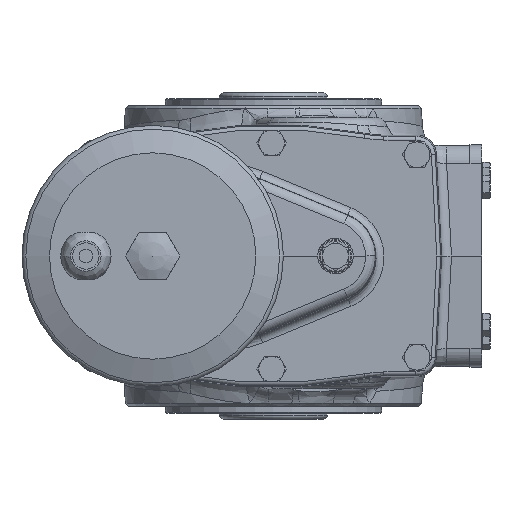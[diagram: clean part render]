
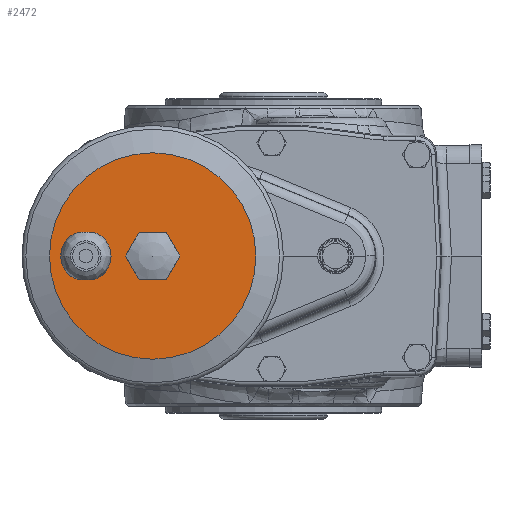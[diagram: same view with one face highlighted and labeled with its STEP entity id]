
A CAD part, left-side view. The second image highlights one B-rep face of the part: STEP entity #2472.
In plain terms, the highlighted planar face has unit normal (-1, 0, 0).
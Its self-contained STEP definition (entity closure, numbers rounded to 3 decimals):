
#2472 = ADVANCED_FACE( '', ( #5379, #5380, #5381 ), #5382, .T. );
#5379 = FACE_BOUND( '', #22395, .T. );
#5380 = FACE_OUTER_BOUND( '', #22396, .T. );
#5381 = FACE_BOUND( '', #22397, .T. );
#5382 = PLANE( '', #22398 );
#22395 = EDGE_LOOP( '', ( #30670, #30671, #30672, #30673 ) );
#22396 = EDGE_LOOP( '', ( #30674 ) );
#22397 = EDGE_LOOP( '', ( #30675, #30676, #30677, #30678, #30679, #30680 ) );
#22398 = AXIS2_PLACEMENT_3D( '', #30681, #30682, #30683 );
#30670 = ORIENTED_EDGE( '', *, *, #33864, .F. );
#30671 = ORIENTED_EDGE( '', *, *, #34409, .F. );
#30672 = ORIENTED_EDGE( '', *, *, #34300, .F. );
#30673 = ORIENTED_EDGE( '', *, *, #32886, .T. );
#30674 = ORIENTED_EDGE( '', *, *, #34410, .T. );
#30675 = ORIENTED_EDGE( '', *, *, #32410, .T. );
#30676 = ORIENTED_EDGE( '', *, *, #34411, .T. );
#30677 = ORIENTED_EDGE( '', *, *, #34332, .T. );
#30678 = ORIENTED_EDGE( '', *, *, #34189, .T. );
#30679 = ORIENTED_EDGE( '', *, *, #33431, .T. );
#30680 = ORIENTED_EDGE( '', *, *, #33058, .T. );
#30681 = CARTESIAN_POINT( '', ( -574.4, 113.9, 0. ) );
#30682 = DIRECTION( '', ( -1., 0., 0. ) );
#30683 = DIRECTION( '', ( 0., 1., 0. ) );
#32410 = EDGE_CURVE( '', #35553, #35557, #35559, .T. );
#32886 = EDGE_CURVE( '', #36320, #36318, #36321, .T. );
#33058 = EDGE_CURVE( '', #36569, #35553, #36572, .T. );
#33431 = EDGE_CURVE( '', #37124, #36569, #37127, .T. );
#33864 = EDGE_CURVE( '', #37706, #36318, #37707, .T. );
#34189 = EDGE_CURVE( '', #38103, #37124, #38106, .T. );
#34300 = EDGE_CURVE( '', #36320, #38231, #38232, .T. );
#34332 = EDGE_CURVE( '', #38265, #38103, #38267, .T. );
#34409 = EDGE_CURVE( '', #38231, #37706, #38351, .T. );
#34410 = EDGE_CURVE( '', #38352, #38352, #38353, .T. );
#34411 = EDGE_CURVE( '', #35557, #38265, #38354, .T. );
#35553 = VERTEX_POINT( '', #40598 );
#35557 = VERTEX_POINT( '', #40603 );
#35559 = LINE( '', #40606, #40607 );
#36318 = VERTEX_POINT( '', #42770 );
#36320 = VERTEX_POINT( '', #42773 );
#36321 = LINE( '', #42774, #42775 );
#36569 = VERTEX_POINT( '', #43419 );
#36572 = LINE( '', #43423, #43424 );
#37124 = VERTEX_POINT( '', #45348 );
#37127 = LINE( '', #45352, #45353 );
#37706 = VERTEX_POINT( '', #47245 );
#37707 = CIRCLE( '', #47246, 12.8 );
#38103 = VERTEX_POINT( '', #48592 );
#38106 = LINE( '', #48596, #48597 );
#38231 = VERTEX_POINT( '', #48857 );
#38232 = CIRCLE( '', #48858, 12.8 );
#38265 = VERTEX_POINT( '', #48960 );
#38267 = LINE( '', #48963, #48964 );
#38351 = LINE( '', #49133, #49134 );
#38352 = VERTEX_POINT( '', #49135 );
#38353 = CIRCLE( '', #49136, 52.5 );
#38354 = LINE( '', #49137, #49138 );
#40598 = CARTESIAN_POINT( '', ( -574.4, 54.472, 12. ) );
#40603 = CARTESIAN_POINT( '', ( -574.4, 47.544, 0. ) );
#40606 = CARTESIAN_POINT( '', ( -574.4, 54.472, 12. ) );
#40607 = VECTOR( '', #50129, 1000. );
#42770 = CARTESIAN_POINT( '', ( -574.4, 90.946, 12. ) );
#42773 = CARTESIAN_POINT( '', ( -574.4, 99.854, 12. ) );
#42774 = CARTESIAN_POINT( '', ( -574.4, 99.854, 12. ) );
#42775 = VECTOR( '', #50679, 1000. );
#43419 = CARTESIAN_POINT( '', ( -574.4, 68.328, 12. ) );
#43423 = CARTESIAN_POINT( '', ( -574.4, 68.328, 12. ) );
#43424 = VECTOR( '', #50847, 1000. );
#45348 = CARTESIAN_POINT( '', ( -574.4, 75.256, 0. ) );
#45352 = CARTESIAN_POINT( '', ( -574.4, 75.256, 0. ) );
#45353 = VECTOR( '', #51236, 1000. );
#47245 = CARTESIAN_POINT( '', ( -574.4, 90.946, -12. ) );
#47246 = AXIS2_PLACEMENT_3D( '', #51682, #51683, #51684 );
#48592 = CARTESIAN_POINT( '', ( -574.4, 68.328, -12. ) );
#48596 = CARTESIAN_POINT( '', ( -574.4, 68.328, -12. ) );
#48597 = VECTOR( '', #51973, 1000. );
#48857 = CARTESIAN_POINT( '', ( -574.4, 99.854, -12. ) );
#48858 = AXIS2_PLACEMENT_3D( '', #52053, #52054, #52055 );
#48960 = CARTESIAN_POINT( '', ( -574.4, 54.472, -12. ) );
#48963 = CARTESIAN_POINT( '', ( -574.4, 54.472, -12. ) );
#48964 = VECTOR( '', #52072, 1000. );
#49133 = CARTESIAN_POINT( '', ( -574.4, 99.854, -12. ) );
#49134 = VECTOR( '', #52116, 1000. );
#49135 = CARTESIAN_POINT( '', ( -574.4, 113.9, 0. ) );
#49136 = AXIS2_PLACEMENT_3D( '', #52117, #52118, #52119 );
#49137 = CARTESIAN_POINT( '', ( -574.4, 47.544, 0. ) );
#49138 = VECTOR( '', #52120, 1000. );
#50129 = DIRECTION( '', ( 0., -0.5, -0.866 ) );
#50679 = DIRECTION( '', ( 0., -1., 0. ) );
#50847 = DIRECTION( '', ( 0., -1., 0. ) );
#51236 = DIRECTION( '', ( 0., -0.5, 0.866 ) );
#51682 = CARTESIAN_POINT( '', ( -574.4, 95.4, 0. ) );
#51683 = DIRECTION( '', ( -1., 0., 0. ) );
#51684 = DIRECTION( '', ( 0., 1., 0. ) );
#51973 = DIRECTION( '', ( 0., 0.5, 0.866 ) );
#52053 = CARTESIAN_POINT( '', ( -574.4, 95.4, 0. ) );
#52054 = DIRECTION( '', ( -1., 0., 0. ) );
#52055 = DIRECTION( '', ( 0., 1., 0. ) );
#52072 = DIRECTION( '', ( 0., 1., 0. ) );
#52116 = DIRECTION( '', ( 0., -1., 0. ) );
#52117 = CARTESIAN_POINT( '', ( -574.4, 61.4, 0. ) );
#52118 = DIRECTION( '', ( -1., 0., 0. ) );
#52119 = DIRECTION( '', ( 0., 1., 0. ) );
#52120 = DIRECTION( '', ( 0., 0.5, -0.866 ) );
